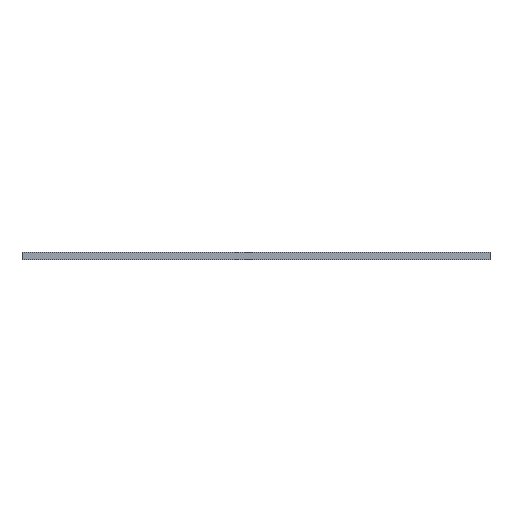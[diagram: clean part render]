
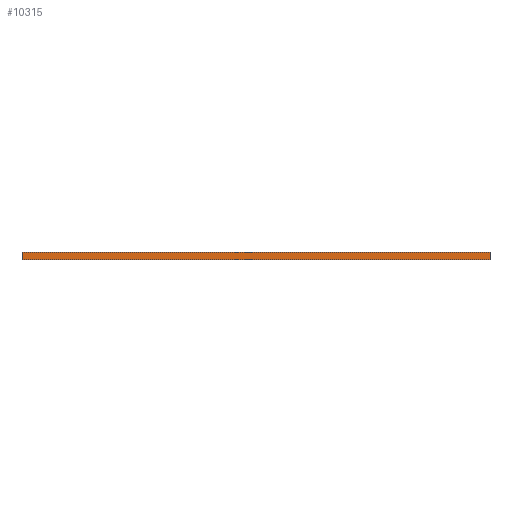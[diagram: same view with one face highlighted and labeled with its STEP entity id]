
A CAD part, left-side view. The second image highlights one B-rep face of the part: STEP entity #10315.
In plain terms, the highlighted planar face has unit normal (-1, 0, 0).
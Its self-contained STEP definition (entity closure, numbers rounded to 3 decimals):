
#556=FACE_OUTER_BOUND('',#1061,.T.);
#1061=EDGE_LOOP('',(#6886,#6887,#6888,#6889));
#1552=LINE('',#14525,#2760);
#1686=LINE('',#14936,#2894);
#1687=LINE('',#14939,#2895);
#1688=LINE('',#14940,#2896);
#2760=VECTOR('',#11729,10.);
#2894=VECTOR('',#12149,10.);
#2895=VECTOR('',#12152,10.);
#2896=VECTOR('',#12153,10.);
#4002=VERTEX_POINT('',#14522);
#4003=VERTEX_POINT('',#14524);
#4137=VERTEX_POINT('',#14934);
#4138=VERTEX_POINT('',#14938);
#5010=EDGE_CURVE('',#4002,#4003,#1552,.T.);
#5216=EDGE_CURVE('',#4002,#4137,#1686,.T.);
#5217=EDGE_CURVE('',#4138,#4137,#1687,.T.);
#5218=EDGE_CURVE('',#4003,#4138,#1688,.T.);
#6886=ORIENTED_EDGE('',*,*,#5216,.T.);
#6887=ORIENTED_EDGE('',*,*,#5217,.F.);
#6888=ORIENTED_EDGE('',*,*,#5218,.F.);
#6889=ORIENTED_EDGE('',*,*,#5010,.F.);
#9404=PLANE('',#10963);
#10315=ADVANCED_FACE('',(#556),#9404,.T.);
#10963=AXIS2_PLACEMENT_3D('',#14937,#12150,#12151);
#11729=DIRECTION('',(0.,0.,-1.));
#12149=DIRECTION('',(0.,1.,0.));
#12150=DIRECTION('center_axis',(-1.,0.,0.));
#12151=DIRECTION('ref_axis',(0.,0.,1.));
#12152=DIRECTION('',(0.,0.,1.));
#12153=DIRECTION('',(0.,1.,0.));
#14522=CARTESIAN_POINT('',(-8.25,-1050.,17.3));
#14524=CARTESIAN_POINT('',(-8.25,-1050.,-17.3));
#14525=CARTESIAN_POINT('',(-8.25,-1050.,-17.3));
#14934=CARTESIAN_POINT('',(-8.25,1050.,17.3));
#14936=CARTESIAN_POINT('',(-8.25,0.,17.3));
#14937=CARTESIAN_POINT('Origin',(-8.25,0.,-17.3));
#14938=CARTESIAN_POINT('',(-8.25,1050.,-17.3));
#14939=CARTESIAN_POINT('',(-8.25,1050.,-17.3));
#14940=CARTESIAN_POINT('',(-8.25,0.,-17.3));
